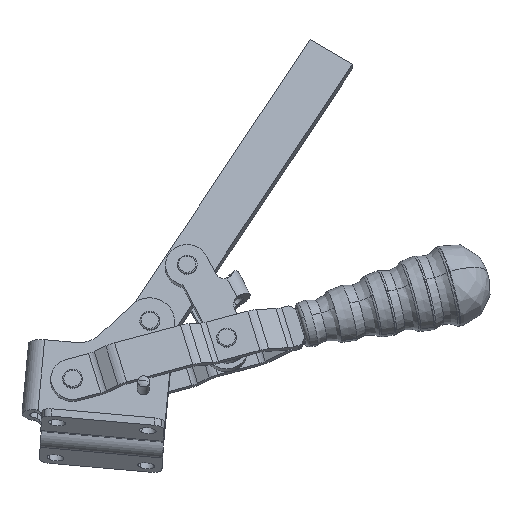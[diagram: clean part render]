
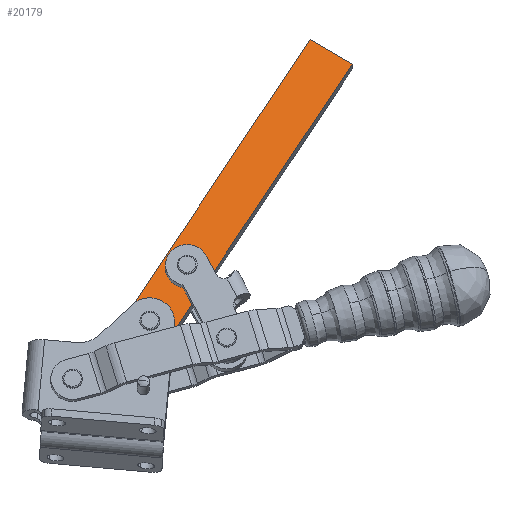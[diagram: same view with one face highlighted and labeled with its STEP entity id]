
A CAD part, front view. The second image highlights one B-rep face of the part: STEP entity #20179.
In plain terms, the highlighted planar face has unit normal (0.016, -0.935, 0.354).
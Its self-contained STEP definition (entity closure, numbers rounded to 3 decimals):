
#2728=CARTESIAN_POINT('',(-31.987,-19.973,144.535));
#2729=VERTEX_POINT('',#2728);
#2745=CARTESIAN_POINT('',(-24.034,-21.975,138.901));
#2746=VERTEX_POINT('',#2745);
#2753=CARTESIAN_POINT('',(-33.905,-23.841,134.418));
#2754=DIRECTION('',(-0.016,0.935,-0.355));
#2755=DIRECTION('',(-0.174,-0.352,-0.92));
#2756=AXIS2_PLACEMENT_3D('',#2753,#2754,#2755);
#2757=CIRCLE('',#2756,11.);
#2758=EDGE_CURVE('',#2729,#2746,#2757,.T.);
#18905=CARTESIAN_POINT('',(-61.625,-31.875,114.461));
#18906=VERTEX_POINT('',#18905);
#18913=CARTESIAN_POINT('',(-62.643,-32.251,113.516));
#18914=VERTEX_POINT('',#18913);
#18915=CARTESIAN_POINT('',(-62.643,-32.251,113.516));
#18916=DIRECTION('',(0.707,0.261,0.657));
#18917=VECTOR('',#18916,1.439);
#18918=LINE('',#18915,#18917);
#18919=EDGE_CURVE('',#18914,#18906,#18918,.T.);
#18977=CARTESIAN_POINT('',(-40.342,-35.086,105.049));
#18978=VERTEX_POINT('',#18977);
#18979=CARTESIAN_POINT('',(-52.792,-34.881,106.143));
#18980=DIRECTION('',(-0.016,0.935,-0.355));
#18981=DIRECTION('',(0.996,-0.016,-0.088));
#18982=AXIS2_PLACEMENT_3D('',#18979,#18980,#18981);
#18983=CIRCLE('',#18982,12.5);
#18984=EDGE_CURVE('',#18906,#18978,#18983,.T.);
#19616=CARTESIAN_POINT('',(-40.603,-36.144,102.269));
#19617=VERTEX_POINT('',#19616);
#19624=CARTESIAN_POINT('',(-40.603,-36.144,102.269));
#19625=DIRECTION('',(0.088,0.354,0.931));
#19626=VECTOR('',#19625,2.986);
#19627=LINE('',#19624,#19626);
#19628=EDGE_CURVE('',#19617,#18978,#19627,.T.);
#20006=CARTESIAN_POINT('',(28.26,20.88,249.599));
#20007=VERTEX_POINT('',#20006);
#20008=CARTESIAN_POINT('',(49.483,16.509,237.129));
#20009=VERTEX_POINT('',#20008);
#20010=CARTESIAN_POINT('',(28.26,20.88,249.599));
#20011=DIRECTION('',(0.849,-0.175,-0.499));
#20012=VECTOR('',#20011,25.0);
#20013=LINE('',#20010,#20012);
#20014=EDGE_CURVE('',#20007,#20009,#20013,.T.);
#20047=CARTESIAN_POINT('',(-62.643,-32.251,113.516));
#20048=DIRECTION('',(0.528,0.309,0.791));
#20049=VECTOR('',#20048,172.061);
#20050=LINE('',#20047,#20049);
#20051=EDGE_CURVE('',#18914,#20007,#20050,.T.);
#20092=CARTESIAN_POINT('',(-20.561,-24.43,132.274));
#20093=VERTEX_POINT('',#20092);
#20094=CARTESIAN_POINT('',(49.483,16.509,237.129));
#20095=DIRECTION('',(-0.528,-0.309,-0.791));
#20096=VECTOR('',#20095,132.577);
#20097=LINE('',#20094,#20096);
#20098=EDGE_CURVE('',#20009,#20093,#20097,.T.);
#20100=CARTESIAN_POINT('',(-31.454,-30.796,115.967));
#20101=VERTEX_POINT('',#20100);
#20108=CARTESIAN_POINT('',(-31.454,-30.796,115.967));
#20109=DIRECTION('',(-0.528,-0.309,-0.791));
#20110=VECTOR('',#20109,17.319);
#20111=LINE('',#20108,#20110);
#20112=EDGE_CURVE('',#20101,#19617,#20111,.T.);
#20143=CARTESIAN_POINT('',(-8.943,-9.252,171.785));
#20144=DIRECTION('',(0.016,-0.935,0.355));
#20145=DIRECTION('',(-0.528,-0.309,-0.791));
#20146=AXIS2_PLACEMENT_3D('',#20143,#20144,#20145);
#20147=PLANE('',#20146);
#20148=CARTESIAN_POINT('',(-24.034,-21.975,138.901));
#20149=DIRECTION('',(0.441,-0.312,-0.842));
#20150=VECTOR('',#20149,7.874);
#20151=LINE('',#20148,#20150);
#20152=EDGE_CURVE('',#2746,#20093,#20151,.T.);
#20153=ORIENTED_EDGE('',*,*,#20152,.T.);
#20154=ORIENTED_EDGE('',*,*,#20098,.F.);
#20155=ORIENTED_EDGE('',*,*,#20014,.F.);
#20156=ORIENTED_EDGE('',*,*,#20051,.F.);
#20157=ORIENTED_EDGE('',*,*,#18919,.T.);
#20158=ORIENTED_EDGE('',*,*,#18984,.T.);
#20159=ORIENTED_EDGE('',*,*,#19628,.F.);
#20160=ORIENTED_EDGE('',*,*,#20112,.F.);
#20161=CARTESIAN_POINT('',(-35.822,-27.71,124.3));
#20162=VERTEX_POINT('',#20161);
#20163=CARTESIAN_POINT('',(-31.454,-30.796,115.967));
#20164=DIRECTION('',(-0.441,0.312,0.842));
#20165=VECTOR('',#20164,9.902);
#20166=LINE('',#20163,#20165);
#20167=EDGE_CURVE('',#20101,#20162,#20166,.T.);
#20168=ORIENTED_EDGE('',*,*,#20167,.T.);
#20169=CARTESIAN_POINT('',(-33.905,-23.841,134.418));
#20170=DIRECTION('',(-0.016,0.935,-0.355));
#20171=DIRECTION('',(-0.174,-0.352,-0.92));
#20172=AXIS2_PLACEMENT_3D('',#20169,#20170,#20171);
#20173=CIRCLE('',#20172,11.);
#20174=EDGE_CURVE('',#20162,#2729,#20173,.T.);
#20175=ORIENTED_EDGE('',*,*,#20174,.T.);
#20176=ORIENTED_EDGE('',*,*,#2758,.T.);
#20177=EDGE_LOOP('',(#20153,#20154,#20155,#20156,#20157,#20158,#20159,#20160,#20168,#20175,#20176));
#20178=FACE_OUTER_BOUND('',#20177,.T.);
#20179=ADVANCED_FACE('',(#20178),#20147,.T.);
